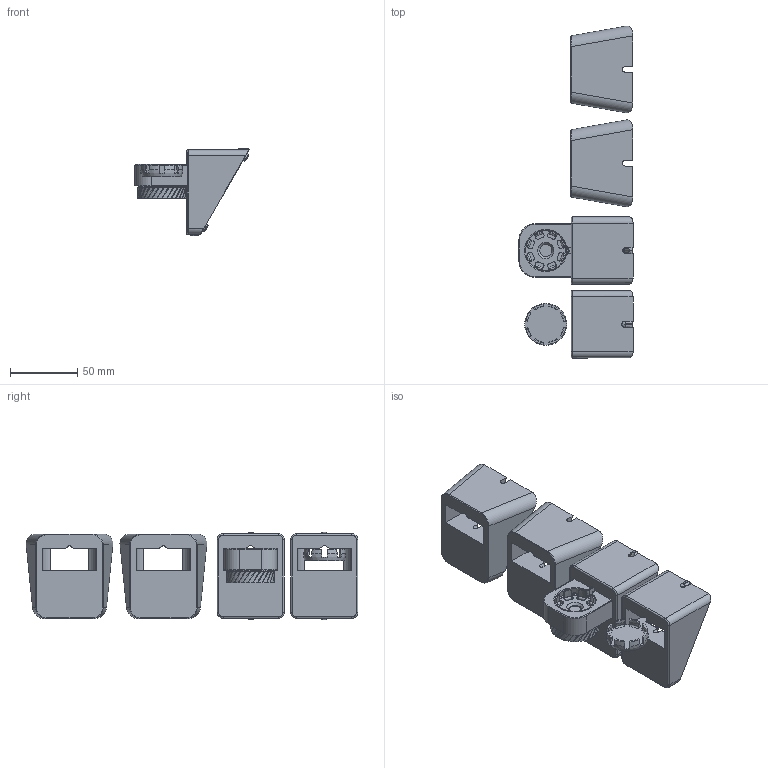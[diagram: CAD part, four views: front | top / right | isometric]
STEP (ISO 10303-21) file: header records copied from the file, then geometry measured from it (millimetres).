
FILE_DESCRIPTION(/* description */ (''),/* implementation_level */ '2;1');
FILE_NAME(/* name */ 'modular-apple-watch-dock.step',/* time_stamp */ '2021-04-10T07:27:18-04:00',/* author */ (''),/* organization */ (''),/* preprocessor_version */ 'ST-DEVELOPER v18.1',/* originating_system */ 'Autodesk Translation Framework v9.10.0.1330',/* authorisation */ '');
FILE_SCHEMA (('AUTOMOTIVE_DESIGN { 1 0 10303 214 3 1 1 }'));
Products named in the file (23): apple-watch-dock; screw; one-piece-claw; charger-mount; base-flared; base-flared-holes; base-flared-no-holes; wire-capture; plate; rear-press-in; front-press-in; base; base-holes; base-no-holes; feet; foot-1; foot-2; foor-3; foot-4; plugs; front-plug; rear-plug; claw
Assembly tree (22 placements, depth 3):
  apple-watch-dock
    screw
    one-piece-claw
    charger-mount
    base-flared
      base-flared-holes
      base-flared-no-holes
    wire-capture
      plate
      rear-press-in
      front-press-in
    base
      base-holes
      base-no-holes
    feet
      foot-1
      foot-2
      foor-3
      foot-4
    plugs
      front-plug
      rear-plug
    claw
Bounding box: 85.04 x 247.36 x 65 mm (x, y, z)
Volume: 269446.1 mm3; surface area: 88471.1 mm2
Topology: 25 solids, 25 shells, 1056 faces, 2771 edges, 1802 vertices
Faces by surface type: plane 400, cylinder 327, bspline 196, cone 81, torus 46, sphere 6
Full cylindrical faces by diameter (mm): 1.5 x16, 3 x16, 6 x4, 6.3 x8, 33.132 x3, 35.408 x6
Entity records: 52744 total; most frequent: CARTESIAN_POINT 27196, ORIENTED_EDGE 5542, DIRECTION 4888, EDGE_CURVE 2771, AXIS2_PLACEMENT_3D 1892, VERTEX_POINT 1802, EDGE_LOOP 1109, LINE 1104
